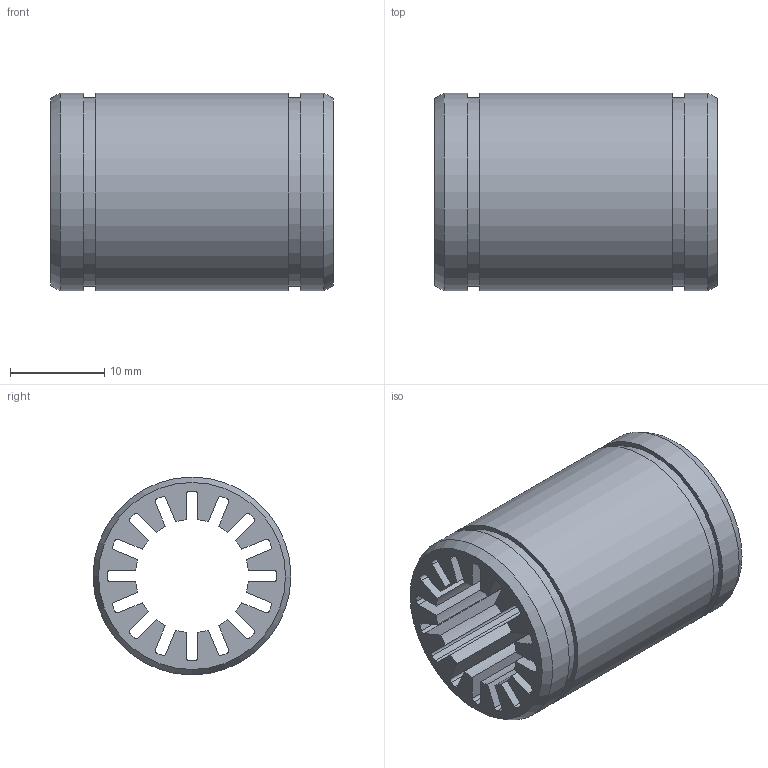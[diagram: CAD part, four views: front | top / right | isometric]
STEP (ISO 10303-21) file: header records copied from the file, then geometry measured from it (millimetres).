
FILE_DESCRIPTION(/* description */ (''),/* implementation_level */ '2;1');
FILE_NAME(/* name */ 'IGUS_lower.step',/* time_stamp */ '2023-03-16T18:12:37+01:00',/* author */ (''),/* organization */ (''),/* preprocessor_version */ 'ST-DEVELOPER v19.2',/* originating_system */ 'Autodesk Translation Framework v11.17.0.187',/* authorisation */ '');
FILE_SCHEMA (('AUTOMOTIVE_DESIGN { 1 0 10303 214 3 1 1 }'));
Length unit declared in the file: millimetre
Products named in the file (1): CF_mod_v3
Bounding box: 30 x 21 x 21 mm (x, y, z)
Volume: 5161.6 mm3; surface area: 6309.4 mm2
Topology: 1 solids, 1 shells, 109 faces, 307 edges, 204 vertices
Faces by surface type: plane 54, cylinder 53, cone 2
Full cylindrical faces by diameter (mm): 20 x2, 21 x3
Entity records: 3688 total; most frequent: DIRECTION 635, CARTESIAN_POINT 621, ORIENTED_EDGE 614, EDGE_CURVE 307, AXIS2_PLACEMENT_3D 218, VERTEX_POINT 204, LINE 199, VECTOR 199
